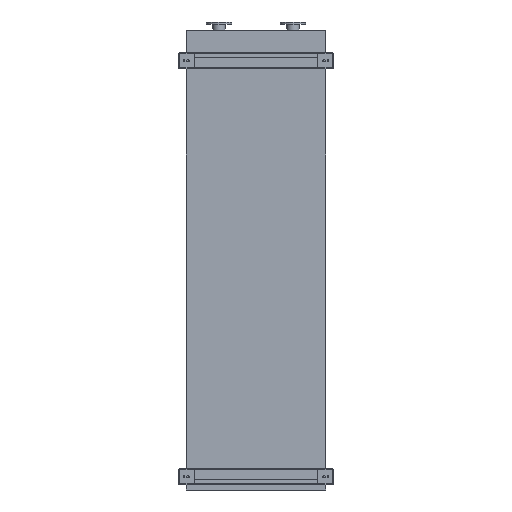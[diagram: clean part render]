
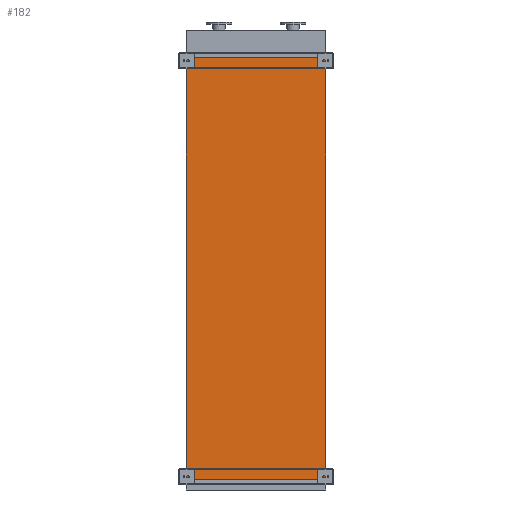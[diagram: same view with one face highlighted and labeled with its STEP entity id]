
A CAD part, front view. The second image highlights one B-rep face of the part: STEP entity #182.
In plain terms, the highlighted planar face has unit normal (0, -1, 0).
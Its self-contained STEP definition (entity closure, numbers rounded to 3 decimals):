
#181 = CARTESIAN_POINT ( 'NONE',  ( 605., 0., -3650. ) ) ;
#182 = ADVANCED_FACE ( 'NONE', ( #14915 ), #2566, .T. ) ;
#1162 = EDGE_LOOP ( 'NONE', ( #3567, #2242, #13851, #19852 ) ) ;
#1168 = CARTESIAN_POINT ( 'NONE',  ( 605., 0., 0. ) ) ;
#1270 = EDGE_CURVE ( 'NONE', #19953, #5507, #13729, .T. ) ;
#1797 = DIRECTION ( 'NONE',  ( 1., 0., 0. ) ) ;
#2242 = ORIENTED_EDGE ( 'NONE', *, *, #22509, .F. ) ;
#2566 = PLANE ( 'NONE',  #7722 ) ;
#3567 = ORIENTED_EDGE ( 'NONE', *, *, #16860, .F. ) ;
#4027 = VERTEX_POINT ( 'NONE', #12216 ) ;
#4413 = CARTESIAN_POINT ( 'NONE',  ( -605., 0., -3650. ) ) ;
#5507 = VERTEX_POINT ( 'NONE', #22198 ) ;
#6263 = DIRECTION ( 'NONE',  ( 0., 0., -1. ) ) ;
#7489 = CARTESIAN_POINT ( 'NONE',  ( -605., 0., -3650. ) ) ;
#7722 = AXIS2_PLACEMENT_3D ( 'NONE', #4413, #17354, #6263 ) ;
#7771 = LINE ( 'NONE', #181, #11532 ) ;
#8500 = VECTOR ( 'NONE', #22619, 1000. ) ;
#9162 = CARTESIAN_POINT ( 'NONE',  ( -605., 0., 0. ) ) ;
#9533 = CARTESIAN_POINT ( 'NONE',  ( -605., 0., -3650. ) ) ;
#9668 = CARTESIAN_POINT ( 'NONE',  ( -605., 0., -3650. ) ) ;
#10135 = VERTEX_POINT ( 'NONE', #1168 ) ;
#10456 = EDGE_CURVE ( 'NONE', #5507, #10135, #7771, .T. ) ;
#11532 = VECTOR ( 'NONE', #13085, 1000. ) ;
#12216 = CARTESIAN_POINT ( 'NONE',  ( -605., 0., 0. ) ) ;
#13085 = DIRECTION ( 'NONE',  ( 0., 0., 1. ) ) ;
#13729 = LINE ( 'NONE', #9533, #23016 ) ;
#13851 = ORIENTED_EDGE ( 'NONE', *, *, #1270, .T. ) ;
#13973 = LINE ( 'NONE', #9668, #8500 ) ;
#14915 = FACE_OUTER_BOUND ( 'NONE', #1162, .T. ) ;
#16860 = EDGE_CURVE ( 'NONE', #4027, #10135, #22755, .T. ) ;
#17354 = DIRECTION ( 'NONE',  ( 0., -1., 0. ) ) ;
#19852 = ORIENTED_EDGE ( 'NONE', *, *, #10456, .T. ) ;
#19953 = VERTEX_POINT ( 'NONE', #7489 ) ;
#22162 = VECTOR ( 'NONE', #1797, 1000. ) ;
#22198 = CARTESIAN_POINT ( 'NONE',  ( 605., 0., -3650. ) ) ;
#22472 = DIRECTION ( 'NONE',  ( 1., 0., 0. ) ) ;
#22509 = EDGE_CURVE ( 'NONE', #19953, #4027, #13973, .T. ) ;
#22619 = DIRECTION ( 'NONE',  ( 0., 0., 1. ) ) ;
#22755 = LINE ( 'NONE', #9162, #22162 ) ;
#23016 = VECTOR ( 'NONE', #22472, 1000. ) ;
